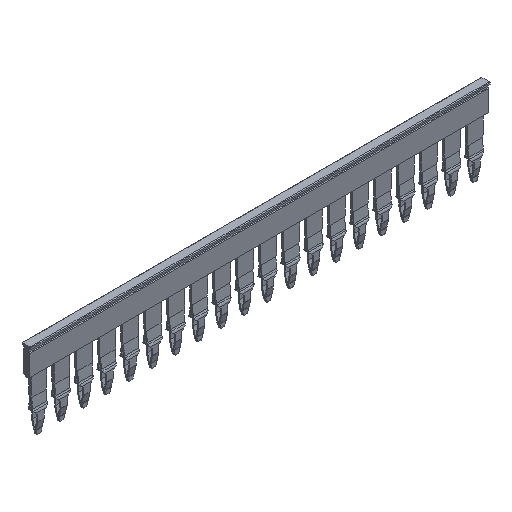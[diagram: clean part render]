
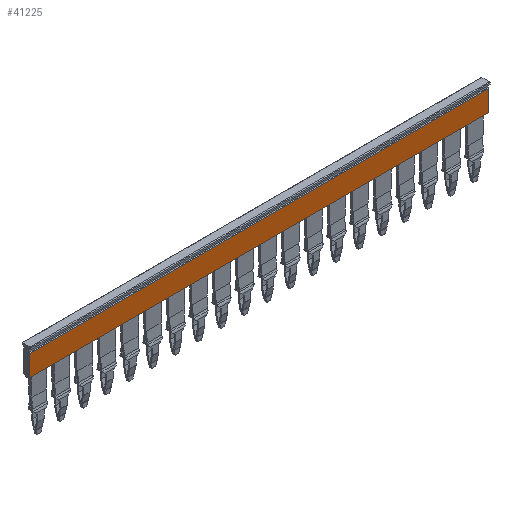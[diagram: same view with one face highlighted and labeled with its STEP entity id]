
A CAD part, isometric view. The second image highlights one B-rep face of the part: STEP entity #41225.
In plain terms, the highlighted planar face has unit normal (0, -1, 0).
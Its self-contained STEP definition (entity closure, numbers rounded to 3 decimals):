
#41205=AXIS2_PLACEMENT_3D('Plane Axis2P3D',#41202,#41203,#41204) ;
#41120=CARTESIAN_POINT('Vertex',(0.,0.4,19.509)) ;
#41123=CARTESIAN_POINT('Line Origine',(0.,0.4,23.195)) ;
#41127=CARTESIAN_POINT('Vertex',(0.,0.4,26.88)) ;
#41183=CARTESIAN_POINT('Line Origine',(81.,0.4,19.509)) ;
#41187=CARTESIAN_POINT('Vertex',(162.,0.4,19.509)) ;
#41202=CARTESIAN_POINT('Axis2P3D Location',(149.25,0.4,19.509)) ;
#41207=CARTESIAN_POINT('Line Origine',(162.,0.4,23.195)) ;
#41211=CARTESIAN_POINT('Vertex',(162.,0.4,26.88)) ;
#41214=CARTESIAN_POINT('Line Origine',(81.,0.4,26.88)) ;
#41124=DIRECTION('Vector Direction',(0.,0.,1.)) ;
#41184=DIRECTION('Vector Direction',(-1.,0.,0.)) ;
#41203=DIRECTION('Axis2P3D Direction',(0.,-1.,0.)) ;
#41204=DIRECTION('Axis2P3D XDirection',(0.,0.,1.)) ;
#41208=DIRECTION('Vector Direction',(0.,0.,-1.)) ;
#41215=DIRECTION('Vector Direction',(-1.,0.,0.)) ;
#41125=VECTOR('Line Direction',#41124,1.) ;
#41185=VECTOR('Line Direction',#41184,1.) ;
#41209=VECTOR('Line Direction',#41208,1.) ;
#41216=VECTOR('Line Direction',#41215,1.) ;
#41220=ORIENTED_EDGE('',*,*,#41129,.T.) ;
#41221=ORIENTED_EDGE('',*,*,#41189,.T.) ;
#41222=ORIENTED_EDGE('',*,*,#41213,.T.) ;
#41223=ORIENTED_EDGE('',*,*,#41218,.T.) ;
#41225=ADVANCED_FACE('ISTE_ZQV6N_20',(#41224),#41206,.T.) ;
#41129=EDGE_CURVE('',#41128,#41121,#41126,.F.) ;
#41189=EDGE_CURVE('',#41121,#41188,#41186,.F.) ;
#41213=EDGE_CURVE('',#41188,#41212,#41210,.F.) ;
#41218=EDGE_CURVE('',#41212,#41128,#41217,.T.) ;
#41219=EDGE_LOOP('',(#41220,#41221,#41222,#41223)) ;
#41224=FACE_OUTER_BOUND('',#41219,.T.) ;
#41126=LINE('Line',#41123,#41125) ;
#41186=LINE('Line',#41183,#41185) ;
#41210=LINE('Line',#41207,#41209) ;
#41217=LINE('Line',#41214,#41216) ;
#41206=PLANE('',#41205) ;
#41121=VERTEX_POINT('',#41120) ;
#41128=VERTEX_POINT('',#41127) ;
#41188=VERTEX_POINT('',#41187) ;
#41212=VERTEX_POINT('',#41211) ;
